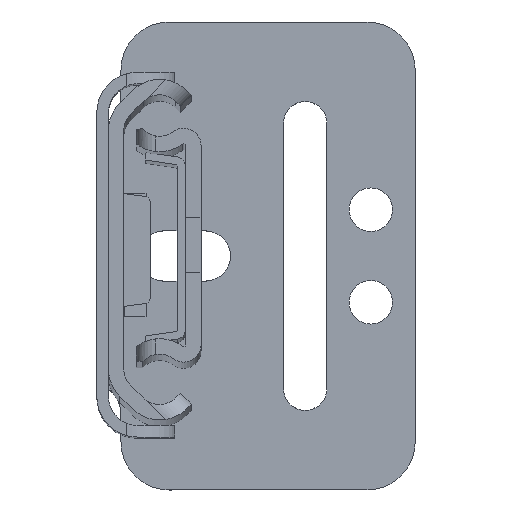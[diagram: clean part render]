
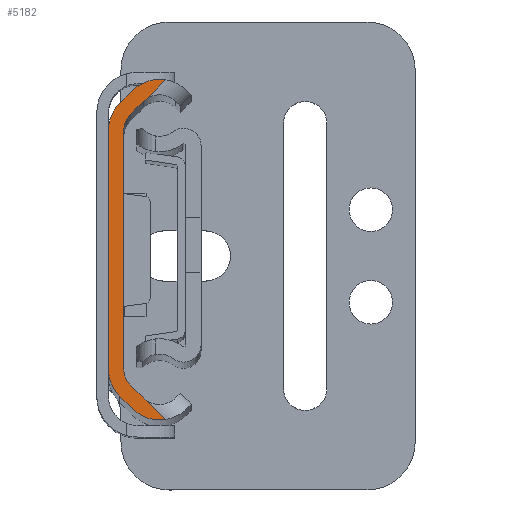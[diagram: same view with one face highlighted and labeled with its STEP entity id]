
A CAD part, top view. The second image highlights one B-rep face of the part: STEP entity #5182.
In plain terms, the highlighted planar face has unit normal (0, 0, 1).
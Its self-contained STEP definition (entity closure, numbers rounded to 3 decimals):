
#20 = ORIENTED_EDGE ( 'NONE', *, *, #2682, .T. ) ;
#73 = VECTOR ( 'NONE', #7617, 1000. ) ;
#163 = DIRECTION ( 'NONE',  ( 1., 0., 0. ) ) ;
#184 = CARTESIAN_POINT ( 'NONE',  ( 3.617, -15.353, 0. ) ) ;
#207 = CARTESIAN_POINT ( 'NONE',  ( 4., -12.342, 0. ) ) ;
#226 = LINE ( 'NONE', #5103, #3620 ) ;
#278 = VECTOR ( 'NONE', #1561, 1000. ) ;
#320 = DIRECTION ( 'NONE',  ( 0., 1., 0. ) ) ;
#350 = DIRECTION ( 'NONE',  ( -0.707, -0.707, 0. ) ) ;
#381 = ORIENTED_EDGE ( 'NONE', *, *, #2251, .T. ) ;
#388 = DIRECTION ( 'NONE',  ( 0., 0., 1. ) ) ;
#429 = EDGE_CURVE ( 'NONE', #3414, #5972, #6624, .T. ) ;
#541 = LINE ( 'NONE', #1030, #3455 ) ;
#671 = DIRECTION ( 'NONE',  ( 0., 0., 1. ) ) ;
#690 = CIRCLE ( 'NONE', #7638, 2.38 ) ;
#708 = CARTESIAN_POINT ( 'NONE',  ( 4.061, -15.702, 0. ) ) ;
#712 = DIRECTION ( 'NONE',  ( 0., 0., -1. ) ) ;
#717 = CARTESIAN_POINT ( 'NONE',  ( 2.486, -16.484, 0. ) ) ;
#726 = LINE ( 'NONE', #3365, #73 ) ;
#946 = EDGE_CURVE ( 'NONE', #4616, #7542, #726, .T. ) ;
#1030 = CARTESIAN_POINT ( 'NONE',  ( 2.35, -13.991, 0. ) ) ;
#1081 = LINE ( 'NONE', #2162, #1085 ) ;
#1085 = VECTOR ( 'NONE', #350, 1000. ) ;
#1108 = DIRECTION ( 'NONE',  ( -0.707, 0.707, 0. ) ) ;
#1137 = DIRECTION ( 'NONE',  ( 1., 0., 0. ) ) ;
#1145 = CARTESIAN_POINT ( 'NONE',  ( -9.991, 1.65, 0. ) ) ;
#1339 = CARTESIAN_POINT ( 'NONE',  ( 5.3, -13.67, 0. ) ) ;
#1450 = DIRECTION ( 'NONE',  ( 1., 0., 0. ) ) ;
#1459 = VERTEX_POINT ( 'NONE', #4311 ) ;
#1513 = ORIENTED_EDGE ( 'NONE', *, *, #5722, .T. ) ;
#1516 = CIRCLE ( 'NONE', #2303, 4. ) ;
#1561 = DIRECTION ( 'NONE',  ( -0.707, 0.707, 0. ) ) ;
#1585 = CARTESIAN_POINT ( 'NONE',  ( 4., -12.342, 0. ) ) ;
#1696 = ORIENTED_EDGE ( 'NONE', *, *, #4845, .T. ) ;
#1792 = EDGE_CURVE ( 'NONE', #1855, #6915, #7897, .T. ) ;
#1855 = VERTEX_POINT ( 'NONE', #3943 ) ;
#1981 = EDGE_CURVE ( 'NONE', #6007, #6605, #7460, .T. ) ;
#2162 = CARTESIAN_POINT ( 'NONE',  ( 1.172, 15.17, 0. ) ) ;
#2169 = DIRECTION ( 'NONE',  ( 1., 0., 0. ) ) ;
#2203 = ORIENTED_EDGE ( 'NONE', *, *, #5613, .T. ) ;
#2217 = EDGE_CURVE ( 'NONE', #7542, #1459, #7862, .T. ) ;
#2251 = EDGE_CURVE ( 'NONE', #6915, #2257, #4022, .T. ) ;
#2256 = CARTESIAN_POINT ( 'NONE',  ( 5.955, -17.596, 0. ) ) ;
#2257 = VERTEX_POINT ( 'NONE', #5288 ) ;
#2284 = CARTESIAN_POINT ( 'NONE',  ( 5.3, -13.67, 0. ) ) ;
#2303 = AXIS2_PLACEMENT_3D ( 'NONE', #4572, #671, #1450 ) ;
#2375 = CIRCLE ( 'NONE', #7609, 3.98 ) ;
#2435 = CARTESIAN_POINT ( 'NONE',  ( 0., 12.342, 0. ) ) ;
#2607 = AXIS2_PLACEMENT_3D ( 'NONE', #2657, #5204, #2169 ) ;
#2657 = CARTESIAN_POINT ( 'NONE',  ( 5.3, 13.67, 0. ) ) ;
#2665 = VERTEX_POINT ( 'NONE', #184 ) ;
#2682 = EDGE_CURVE ( 'NONE', #7495, #3414, #226, .T. ) ;
#2778 = FACE_OUTER_BOUND ( 'NONE', #6776, .T. ) ;
#2965 = ORIENTED_EDGE ( 'NONE', *, *, #6440, .T. ) ;
#2969 = ORIENTED_EDGE ( 'NONE', *, *, #7933, .T. ) ;
#3024 = CARTESIAN_POINT ( 'NONE',  ( 3.617, 15.353, 0. ) ) ;
#3118 = DIRECTION ( 'NONE',  ( 0., 0., 1. ) ) ;
#3150 = VERTEX_POINT ( 'NONE', #4263 ) ;
#3365 = CARTESIAN_POINT ( 'NONE',  ( 2.303, 14.039, 0. ) ) ;
#3367 = EDGE_CURVE ( 'NONE', #3150, #7495, #1516, .T. ) ;
#3414 = VERTEX_POINT ( 'NONE', #717 ) ;
#3455 = VECTOR ( 'NONE', #1108, 1000. ) ;
#3461 = AXIS2_PLACEMENT_3D ( 'NONE', #1585, #7982, #3640 ) ;
#3485 = DIRECTION ( 'NONE',  ( 1., 0., 0. ) ) ;
#3526 = DIRECTION ( 'NONE',  ( 0., -1., 0. ) ) ;
#3620 = VECTOR ( 'NONE', #5810, 1000. ) ;
#3622 = CARTESIAN_POINT ( 'NONE',  ( 4., 12.342, 0. ) ) ;
#3640 = DIRECTION ( 'NONE',  ( 1., 0., 0. ) ) ;
#3651 = ORIENTED_EDGE ( 'NONE', *, *, #2217, .T. ) ;
#3831 = VERTEX_POINT ( 'NONE', #708 ) ;
#3943 = CARTESIAN_POINT ( 'NONE',  ( 2.303, -14.039, 0. ) ) ;
#3996 = LINE ( 'NONE', #6532, #278 ) ;
#4022 = LINE ( 'NONE', #5950, #4193 ) ;
#4193 = VECTOR ( 'NONE', #320, 1000. ) ;
#4263 = CARTESIAN_POINT ( 'NONE',  ( 0., -12.342, 0. ) ) ;
#4283 = LINE ( 'NONE', #1145, #6189 ) ;
#4311 = CARTESIAN_POINT ( 'NONE',  ( 4.061, 15.702, 0. ) ) ;
#4406 = DIRECTION ( 'NONE',  ( 1., 0., 0. ) ) ;
#4409 = DIRECTION ( 'NONE',  ( 1., 0., 0. ) ) ;
#4470 = ORIENTED_EDGE ( 'NONE', *, *, #946, .T. ) ;
#4572 = CARTESIAN_POINT ( 'NONE',  ( 4., -12.342, 0. ) ) ;
#4616 = VERTEX_POINT ( 'NONE', #6418 ) ;
#4626 = AXIS2_PLACEMENT_3D ( 'NONE', #207, #5833, #163 ) ;
#4718 = AXIS2_PLACEMENT_3D ( 'NONE', #3622, #6687, #1137 ) ;
#4755 = AXIS2_PLACEMENT_3D ( 'NONE', #5757, #712, #4409 ) ;
#4769 = VECTOR ( 'NONE', #3526, 1000. ) ;
#4788 = DIRECTION ( 'NONE',  ( 0., 0., -1. ) ) ;
#4839 = ORIENTED_EDGE ( 'NONE', *, *, #1981, .T. ) ;
#4845 = EDGE_CURVE ( 'NONE', #7640, #6007, #1081, .T. ) ;
#4907 = CARTESIAN_POINT ( 'NONE',  ( 1.6, -12.342, 0. ) ) ;
#5051 = ORIENTED_EDGE ( 'NONE', *, *, #6503, .T. ) ;
#5103 = CARTESIAN_POINT ( 'NONE',  ( 1.172, -15.17, 0. ) ) ;
#5177 = AXIS2_PLACEMENT_3D ( 'NONE', #1339, #3118, #5746 ) ;
#5182 = ADVANCED_FACE ( 'NONE', ( #2778 ), #5324, .T. ) ;
#5188 = ORIENTED_EDGE ( 'NONE', *, *, #6774, .T. ) ;
#5204 = DIRECTION ( 'NONE',  ( 0., 0., -1. ) ) ;
#5288 = CARTESIAN_POINT ( 'NONE',  ( 1.6, 12.342, 0. ) ) ;
#5324 = PLANE ( 'NONE',  #3461 ) ;
#5326 = CARTESIAN_POINT ( 'NONE',  ( 0., 0., 0. ) ) ;
#5403 = CIRCLE ( 'NONE', #4755, 2.4 ) ;
#5426 = DIRECTION ( 'NONE',  ( 0.707, 0.707, 0. ) ) ;
#5613 = EDGE_CURVE ( 'NONE', #5972, #3831, #541, .T. ) ;
#5634 = CARTESIAN_POINT ( 'NONE',  ( 5.955, 17.596, 0. ) ) ;
#5722 = EDGE_CURVE ( 'NONE', #1459, #6716, #4283, .T. ) ;
#5746 = DIRECTION ( 'NONE',  ( 1., 0., 0. ) ) ;
#5757 = CARTESIAN_POINT ( 'NONE',  ( 4., 12.342, 0. ) ) ;
#5810 = DIRECTION ( 'NONE',  ( 0.707, -0.707, 0. ) ) ;
#5817 = CARTESIAN_POINT ( 'NONE',  ( 2.486, 16.484, 0. ) ) ;
#5833 = DIRECTION ( 'NONE',  ( 0., 0., -1. ) ) ;
#5950 = CARTESIAN_POINT ( 'NONE',  ( 1.6, 0., 0. ) ) ;
#5972 = VERTEX_POINT ( 'NONE', #2256 ) ;
#6007 = VERTEX_POINT ( 'NONE', #6566 ) ;
#6011 = CARTESIAN_POINT ( 'NONE',  ( 5.3, 13.67, 0. ) ) ;
#6133 = CARTESIAN_POINT ( 'NONE',  ( 1.172, -15.17, 0. ) ) ;
#6189 = VECTOR ( 'NONE', #5426, 1000. ) ;
#6348 = ORIENTED_EDGE ( 'NONE', *, *, #429, .T. ) ;
#6418 = CARTESIAN_POINT ( 'NONE',  ( 2.303, 14.039, 0. ) ) ;
#6440 = EDGE_CURVE ( 'NONE', #6605, #3150, #7255, .T. ) ;
#6503 = EDGE_CURVE ( 'NONE', #3831, #2665, #690, .T. ) ;
#6532 = CARTESIAN_POINT ( 'NONE',  ( 2.303, -14.039, 0. ) ) ;
#6566 = CARTESIAN_POINT ( 'NONE',  ( 1.172, 15.17, 0. ) ) ;
#6605 = VERTEX_POINT ( 'NONE', #2435 ) ;
#6624 = CIRCLE ( 'NONE', #5177, 3.98 ) ;
#6687 = DIRECTION ( 'NONE',  ( 0., 0., 1. ) ) ;
#6704 = ORIENTED_EDGE ( 'NONE', *, *, #8079, .T. ) ;
#6716 = VERTEX_POINT ( 'NONE', #5634 ) ;
#6774 = EDGE_CURVE ( 'NONE', #2257, #4616, #5403, .T. ) ;
#6776 = EDGE_LOOP ( 'NONE', ( #6348, #2203, #5051, #6704, #6973, #381, #5188, #4470, #3651, #1513, #2969, #1696, #4839, #2965, #7661, #20 ) ) ;
#6915 = VERTEX_POINT ( 'NONE', #4907 ) ;
#6973 = ORIENTED_EDGE ( 'NONE', *, *, #1792, .T. ) ;
#7255 = LINE ( 'NONE', #5326, #4769 ) ;
#7460 = CIRCLE ( 'NONE', #4718, 4. ) ;
#7495 = VERTEX_POINT ( 'NONE', #6133 ) ;
#7542 = VERTEX_POINT ( 'NONE', #3024 ) ;
#7609 = AXIS2_PLACEMENT_3D ( 'NONE', #6011, #388, #4406 ) ;
#7617 = DIRECTION ( 'NONE',  ( 0.707, 0.707, 0. ) ) ;
#7638 = AXIS2_PLACEMENT_3D ( 'NONE', #2284, #4788, #3485 ) ;
#7640 = VERTEX_POINT ( 'NONE', #5817 ) ;
#7661 = ORIENTED_EDGE ( 'NONE', *, *, #3367, .T. ) ;
#7862 = CIRCLE ( 'NONE', #2607, 2.38 ) ;
#7897 = CIRCLE ( 'NONE', #4626, 2.4 ) ;
#7933 = EDGE_CURVE ( 'NONE', #6716, #7640, #2375, .T. ) ;
#7982 = DIRECTION ( 'NONE',  ( 0., 0., 1. ) ) ;
#8079 = EDGE_CURVE ( 'NONE', #2665, #1855, #3996, .T. ) ;
